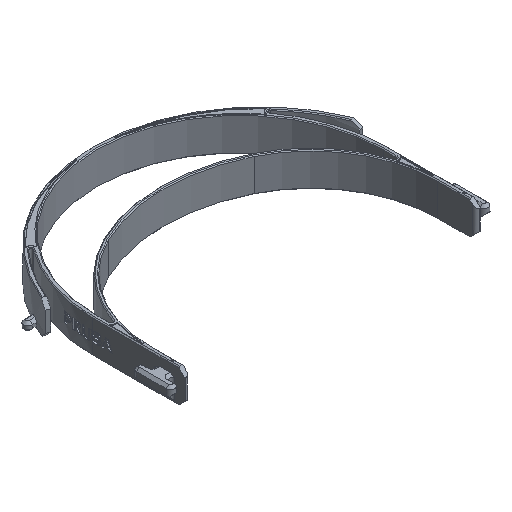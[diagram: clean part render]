
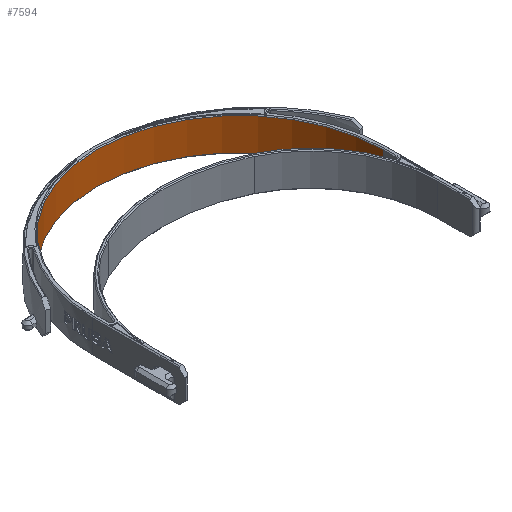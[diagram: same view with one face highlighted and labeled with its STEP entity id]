
A CAD part, isometric view. The second image highlights one B-rep face of the part: STEP entity #7594.
In plain terms, the highlighted cylindrical face has radius 85 mm (diameter 170 mm), a partial arc.
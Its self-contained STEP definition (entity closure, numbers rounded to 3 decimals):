
#1024=FACE_OUTER_BOUND('',#1478,.T.);
#1478=EDGE_LOOP('',(#6578,#6579,#6580,#6581));
#2091=LINE('',#14301,#2722);
#2093=LINE('',#14305,#2724);
#2722=VECTOR('',#9487,10.);
#2724=VECTOR('',#9491,10.);
#3001=CIRCLE('',#8079,85.);
#3014=CIRCLE('',#8103,85.);
#3674=VERTEX_POINT('',#14242);
#3677=VERTEX_POINT('',#14247);
#3693=VERTEX_POINT('',#14300);
#3694=VERTEX_POINT('',#14304);
#4678=EDGE_CURVE('',#3677,#3674,#3001,.T.);
#4704=EDGE_CURVE('',#3693,#3674,#2091,.T.);
#4706=EDGE_CURVE('',#3694,#3677,#2093,.T.);
#4707=EDGE_CURVE('',#3693,#3694,#3014,.T.);
#6578=ORIENTED_EDGE('',*,*,#4678,.F.);
#6579=ORIENTED_EDGE('',*,*,#4706,.F.);
#6580=ORIENTED_EDGE('',*,*,#4707,.F.);
#6581=ORIENTED_EDGE('',*,*,#4704,.T.);
#7268=CYLINDRICAL_SURFACE('',#8102,85.);
#7594=ADVANCED_FACE('',(#1024),#7268,.F.);
#8079=AXIS2_PLACEMENT_3D('',#14249,#9428,#9429);
#8102=AXIS2_PLACEMENT_3D('',#14303,#9489,#9490);
#8103=AXIS2_PLACEMENT_3D('',#14306,#9492,#9493);
#9428=DIRECTION('center_axis',(0.,0.,1.));
#9429=DIRECTION('ref_axis',(-1.,0.,0.));
#9487=DIRECTION('',(0.,0.,-1.));
#9489=DIRECTION('center_axis',(0.,0.,1.));
#9490=DIRECTION('ref_axis',(-1.,0.,0.));
#9491=DIRECTION('',(0.,0.,-1.));
#9492=DIRECTION('center_axis',(0.,0.,-1.));
#9493=DIRECTION('ref_axis',(-1.,0.,0.));
#14242=CARTESIAN_POINT('',(759.508,-9.803,-9.5));
#14247=CARTESIAN_POINT('',(929.508,-9.803,-9.5));
#14249=CARTESIAN_POINT('Origin',(844.508,-9.803,-9.5));
#14300=CARTESIAN_POINT('',(759.508,-9.803,9.5));
#14301=CARTESIAN_POINT('',(759.508,-9.803,0.));
#14303=CARTESIAN_POINT('Origin',(844.508,-9.803,0.));
#14304=CARTESIAN_POINT('',(929.508,-9.803,9.5));
#14305=CARTESIAN_POINT('',(929.508,-9.803,0.));
#14306=CARTESIAN_POINT('Origin',(844.508,-9.803,9.5));
